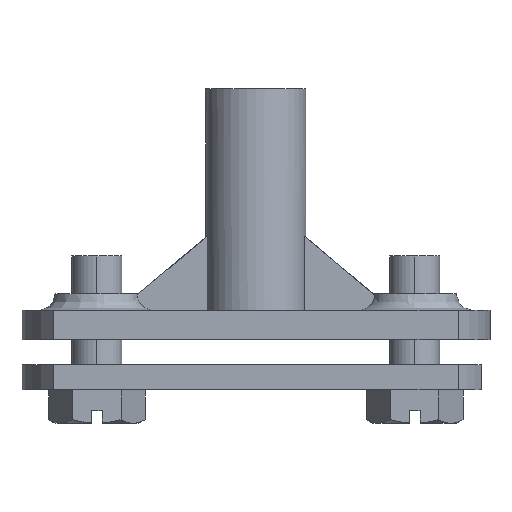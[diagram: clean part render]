
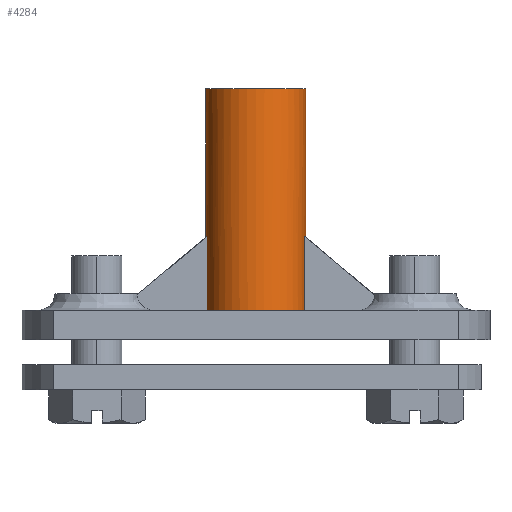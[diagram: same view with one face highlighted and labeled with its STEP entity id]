
A CAD part, front view. The second image highlights one B-rep face of the part: STEP entity #4284.
In plain terms, the highlighted cylindrical face has radius 6 mm (diameter 12 mm), a partial arc.
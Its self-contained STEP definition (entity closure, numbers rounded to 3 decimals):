
#29 = CYLINDRICAL_SURFACE ( 'NONE', #491, 6. ) ;
#95 = VECTOR ( 'NONE', #1012, 1000. ) ;
#168 = CARTESIAN_POINT ( 'NONE',  ( 34., 9.493, 12.213 ) ) ;
#192 = VERTEX_POINT ( 'NONE', #1489 ) ;
#199 = ORIENTED_EDGE ( 'NONE', *, *, #5348, .T. ) ;
#235 = DIRECTION ( 'NONE',  ( 0., 0., 1. ) ) ;
#277 = CARTESIAN_POINT ( 'NONE',  ( 22., 10., 3.5 ) ) ;
#309 = DIRECTION ( 'NONE',  ( 1., 0., 0. ) ) ;
#349 = VECTOR ( 'NONE', #3795, 1000. ) ;
#375 = EDGE_CURVE ( 'NONE', #2547, #3736, #5530, .T. ) ;
#491 = AXIS2_PLACEMENT_3D ( 'NONE', #2524, #6022, #1562 ) ;
#533 = CARTESIAN_POINT ( 'NONE',  ( 22., 10., 30. ) ) ;
#573 = ORIENTED_EDGE ( 'NONE', *, *, #375, .F. ) ;
#609 = EDGE_CURVE ( 'NONE', #2547, #5448, #6266, .T. ) ;
#737 = VERTEX_POINT ( 'NONE', #6066 ) ;
#747 = VERTEX_POINT ( 'NONE', #5051 ) ;
#1012 = DIRECTION ( 'NONE',  ( 0., 0., 1. ) ) ;
#1148 = VECTOR ( 'NONE', #4862, 1000. ) ;
#1186 = CARTESIAN_POINT ( 'NONE',  ( 22.191, 8.5, 12.373 ) ) ;
#1296 = ORIENTED_EDGE ( 'NONE', *, *, #4424, .F. ) ;
#1362 = CARTESIAN_POINT ( 'NONE',  ( 22.191, 8.5, 12.373 ) ) ;
#1489 = CARTESIAN_POINT ( 'NONE',  ( 34., 10., 12.213 ) ) ;
#1562 = DIRECTION ( 'NONE',  ( 1., 0., 0. ) ) ;
#1707 = CARTESIAN_POINT ( 'NONE',  ( 22., 10., 12.213 ) ) ;
#1856 = ORIENTED_EDGE ( 'NONE', *, *, #4982, .T. ) ;
#2065 = EDGE_LOOP ( 'NONE', ( #573, #4633, #2132, #5085, #4174, #1296, #199, #1856 ) ) ;
#2132 = ORIENTED_EDGE ( 'NONE', *, *, #5437, .T. ) ;
#2181 = DIRECTION ( 'NONE',  ( 0., 0., 1. ) ) ;
#2190 = CARTESIAN_POINT ( 'NONE',  ( 33.809, 8.5, 12.373 ) ) ;
#2191 = CARTESIAN_POINT ( 'NONE',  ( 22.064, 8.991, 12.266 ) ) ;
#2524 = CARTESIAN_POINT ( 'NONE',  ( 28., 10., 3.5 ) ) ;
#2547 = VERTEX_POINT ( 'NONE', #4933 ) ;
#2798 = CARTESIAN_POINT ( 'NONE',  ( 34., 10., 30. ) ) ;
#3242 = CARTESIAN_POINT ( 'NONE',  ( 28., 10., 3.5 ) ) ;
#3306 = LINE ( 'NONE', #5681, #4643 ) ;
#3325 = DIRECTION ( 'NONE',  ( 0., 0., -1. ) ) ;
#3577 = CARTESIAN_POINT ( 'NONE',  ( 33.809, 8.5, 1.75 ) ) ;
#3736 = VERTEX_POINT ( 'NONE', #533 ) ;
#3758 = DIRECTION ( 'NONE',  ( 1., 0., 0. ) ) ;
#3795 = DIRECTION ( 'NONE',  ( 0., 0., 1. ) ) ;
#3967 = LINE ( 'NONE', #3577, #95 ) ;
#4174 = ORIENTED_EDGE ( 'NONE', *, *, #4771, .T. ) ;
#4284 = ADVANCED_FACE ( 'NONE', ( #5823 ), #29, .T. ) ;
#4424 = EDGE_CURVE ( 'NONE', #192, #737, #5468, .T. ) ;
#4544 = EDGE_CURVE ( 'NONE', #747, #6309, #5296, .T. ) ;
#4633 = ORIENTED_EDGE ( 'NONE', *, *, #609, .T. ) ;
#4643 = VECTOR ( 'NONE', #2181, 1000. ) ;
#4691 = CARTESIAN_POINT ( 'NONE',  ( 34., 10., 12.213 ) ) ;
#4771 = EDGE_CURVE ( 'NONE', #6309, #737, #3967, .T. ) ;
#4819 = AXIS2_PLACEMENT_3D ( 'NONE', #6326, #3325, #309 ) ;
#4862 = DIRECTION ( 'NONE',  ( 0., 0., -1. ) ) ;
#4891 = CIRCLE ( 'NONE', #4819, 6. ) ;
#4933 = CARTESIAN_POINT ( 'NONE',  ( 22., 10., 12.213 ) ) ;
#4982 = EDGE_CURVE ( 'NONE', #6112, #3736, #4891, .T. ) ;
#5051 = CARTESIAN_POINT ( 'NONE',  ( 22.191, 8.5, 3.5 ) ) ;
#5085 = ORIENTED_EDGE ( 'NONE', *, *, #4544, .T. ) ;
#5156 = LINE ( 'NONE', #6337, #1148 ) ;
#5198 = CARTESIAN_POINT ( 'NONE',  ( 33.936, 8.991, 12.266 ) ) ;
#5199 = CARTESIAN_POINT ( 'NONE',  ( 22., 9.493, 12.213 ) ) ;
#5296 = CIRCLE ( 'NONE', #5542, 6. ) ;
#5348 = EDGE_CURVE ( 'NONE', #192, #6112, #3306, .T. ) ;
#5437 = EDGE_CURVE ( 'NONE', #5448, #747, #5156, .T. ) ;
#5448 = VERTEX_POINT ( 'NONE', #1362 ) ;
#5468 =( BOUNDED_CURVE ( )  B_SPLINE_CURVE ( 3, ( #4691, #168, #5198, #2190 ),
 .UNSPECIFIED., .F., .F. ) 
 B_SPLINE_CURVE_WITH_KNOTS ( ( 4, 4 ),
 ( 3.142, 3.394 ),
 .UNSPECIFIED. ) 
 CURVE ( )  GEOMETRIC_REPRESENTATION_ITEM ( )  RATIONAL_B_SPLINE_CURVE ( ( 1., 0.995, 0.995, 1. ) ) 
 REPRESENTATION_ITEM ( '' )  );
#5530 = LINE ( 'NONE', #277, #349 ) ;
#5542 = AXIS2_PLACEMENT_3D ( 'NONE', #3242, #235, #3758 ) ;
#5671 = CARTESIAN_POINT ( 'NONE',  ( 33.809, 8.5, 3.5 ) ) ;
#5681 = CARTESIAN_POINT ( 'NONE',  ( 34., 10., 3.5 ) ) ;
#5823 = FACE_OUTER_BOUND ( 'NONE', #2065, .T. ) ;
#6022 = DIRECTION ( 'NONE',  ( 0., 0., 1. ) ) ;
#6066 = CARTESIAN_POINT ( 'NONE',  ( 33.809, 8.5, 12.373 ) ) ;
#6112 = VERTEX_POINT ( 'NONE', #2798 ) ;
#6266 =( BOUNDED_CURVE ( )  B_SPLINE_CURVE ( 3, ( #1707, #5199, #2191, #1186 ),
 .UNSPECIFIED., .F., .F. ) 
 B_SPLINE_CURVE_WITH_KNOTS ( ( 4, 4 ),
 ( 3.142, 3.394 ),
 .UNSPECIFIED. ) 
 CURVE ( )  GEOMETRIC_REPRESENTATION_ITEM ( )  RATIONAL_B_SPLINE_CURVE ( ( 1., 0.995, 0.995, 1. ) ) 
 REPRESENTATION_ITEM ( '' )  );
#6309 = VERTEX_POINT ( 'NONE', #5671 ) ;
#6326 = CARTESIAN_POINT ( 'NONE',  ( 28., 10., 30. ) ) ;
#6337 = CARTESIAN_POINT ( 'NONE',  ( 22.191, 8.5, 1.75 ) ) ;
